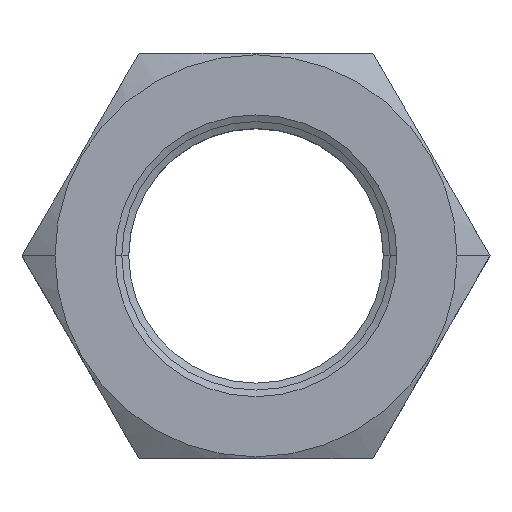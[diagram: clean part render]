
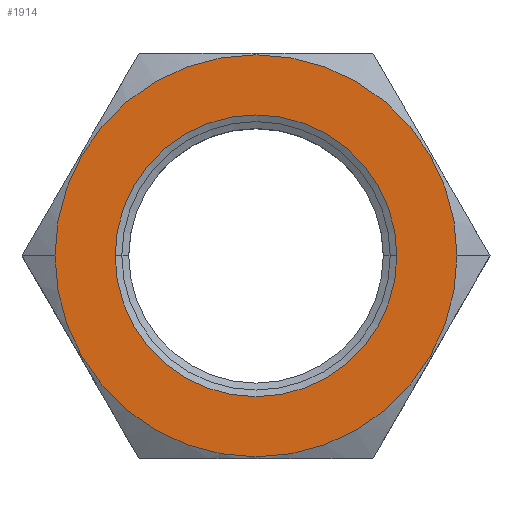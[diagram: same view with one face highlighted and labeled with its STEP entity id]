
A CAD part, top view. The second image highlights one B-rep face of the part: STEP entity #1914.
In plain terms, the highlighted planar face has unit normal (0, 0, 1).
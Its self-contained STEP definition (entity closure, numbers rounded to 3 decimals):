
#23 = CARTESIAN_POINT ( 'NONE',  ( -47.125, 0., 0. ) ) ;
#93 = PLANE ( 'NONE',  #2343 ) ;
#267 = EDGE_CURVE ( 'NONE', #2542, #2346, #375, .T. ) ;
#281 = CARTESIAN_POINT ( 'NONE',  ( 47.125, 0., 0. ) ) ;
#375 = CIRCLE ( 'NONE', #772, 33.023 ) ;
#433 = CARTESIAN_POINT ( 'NONE',  ( 0., 0., 0. ) ) ;
#443 = DIRECTION ( 'NONE',  ( 0., 0., -1. ) ) ;
#466 = DIRECTION ( 'NONE',  ( -1., 0., 0. ) ) ;
#625 = CIRCLE ( 'NONE', #3032, 47.125 ) ;
#772 = AXIS2_PLACEMENT_3D ( 'NONE', #1823, #1821, #1782 ) ;
#783 = CIRCLE ( 'NONE', #1242, 47.125 ) ;
#799 = CARTESIAN_POINT ( 'NONE',  ( 0., 0., 0. ) ) ;
#829 = DIRECTION ( 'NONE',  ( 0., 0., -1. ) ) ;
#921 = DIRECTION ( 'NONE',  ( -1., 0., 0. ) ) ;
#1177 = EDGE_CURVE ( 'NONE', #2346, #2542, #2919, .T. ) ;
#1223 = AXIS2_PLACEMENT_3D ( 'NONE', #1903, #1979, #2122 ) ;
#1242 = AXIS2_PLACEMENT_3D ( 'NONE', #433, #443, #466 ) ;
#1528 = FACE_OUTER_BOUND ( 'NONE', #2043, .T. ) ;
#1646 = FACE_BOUND ( 'NONE', #3280, .T. ) ;
#1782 = DIRECTION ( 'NONE',  ( 1., 0., 0. ) ) ;
#1821 = DIRECTION ( 'NONE',  ( 0., 0., -1. ) ) ;
#1823 = CARTESIAN_POINT ( 'NONE',  ( 0., 0., 0. ) ) ;
#1903 = CARTESIAN_POINT ( 'NONE',  ( 0., 0., 0. ) ) ;
#1914 = ADVANCED_FACE ( 'NONE', ( #1646, #1528 ), #93, .T. ) ;
#1979 = DIRECTION ( 'NONE',  ( 0., 0., -1. ) ) ;
#2043 = EDGE_LOOP ( 'NONE', ( #2452, #2415 ) ) ;
#2122 = DIRECTION ( 'NONE',  ( 1., 0., 0. ) ) ;
#2144 = EDGE_CURVE ( 'NONE', #2705, #3149, #783, .T. ) ;
#2216 = DIRECTION ( 'NONE',  ( 1., 0., 0. ) ) ;
#2343 = AXIS2_PLACEMENT_3D ( 'NONE', #2504, #2991, #2216 ) ;
#2346 = VERTEX_POINT ( 'NONE', #3332 ) ;
#2377 = EDGE_CURVE ( 'NONE', #3149, #2705, #625, .T. ) ;
#2415 = ORIENTED_EDGE ( 'NONE', *, *, #2144, .F. ) ;
#2452 = ORIENTED_EDGE ( 'NONE', *, *, #2377, .F. ) ;
#2470 = ORIENTED_EDGE ( 'NONE', *, *, #1177, .T. ) ;
#2504 = CARTESIAN_POINT ( 'NONE',  ( 27.424, -47.5, 0. ) ) ;
#2542 = VERTEX_POINT ( 'NONE', #3122 ) ;
#2705 = VERTEX_POINT ( 'NONE', #281 ) ;
#2919 = CIRCLE ( 'NONE', #1223, 33.023 ) ;
#2991 = DIRECTION ( 'NONE',  ( 0., 0., 1. ) ) ;
#3009 = ORIENTED_EDGE ( 'NONE', *, *, #267, .T. ) ;
#3032 = AXIS2_PLACEMENT_3D ( 'NONE', #799, #829, #921 ) ;
#3122 = CARTESIAN_POINT ( 'NONE',  ( 33.023, 0., 0. ) ) ;
#3149 = VERTEX_POINT ( 'NONE', #23 ) ;
#3280 = EDGE_LOOP ( 'NONE', ( #3009, #2470 ) ) ;
#3332 = CARTESIAN_POINT ( 'NONE',  ( -33.023, 0., 0. ) ) ;
